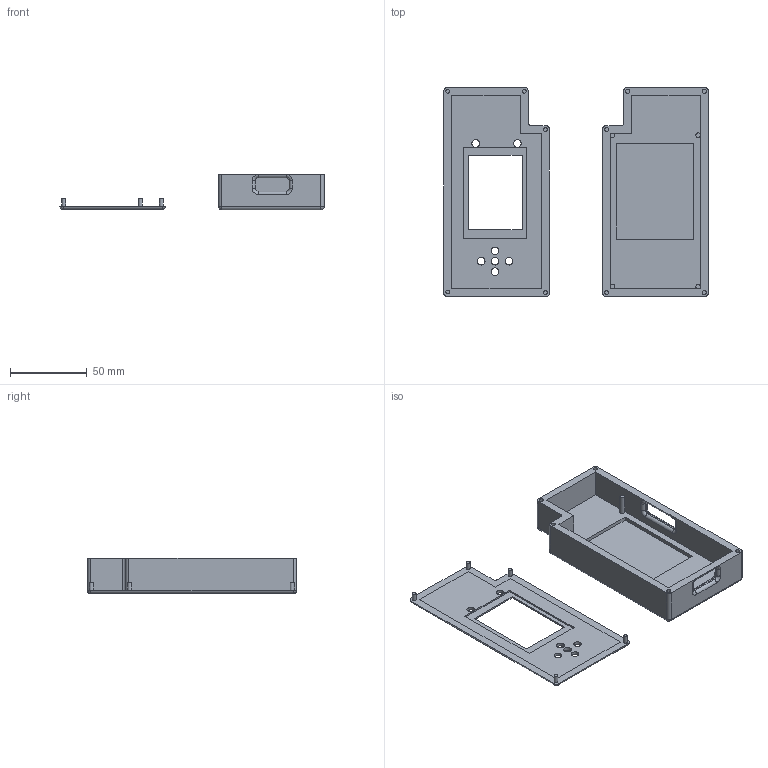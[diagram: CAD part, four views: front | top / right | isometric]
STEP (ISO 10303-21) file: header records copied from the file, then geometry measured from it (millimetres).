
FILE_DESCRIPTION(/* description */ (''),/* implementation_level */ '2;1');
FILE_NAME(/* name */ 'TechBot4ModelStep.step',/* time_stamp */ '2026-01-06T22:19:11-07:00',/* author */ (''),/* organization */ (''),/* preprocessor_version */ 'ST-DEVELOPER v20.1',/* originating_system */ 'Autodesk Translation Framework v14.21.0.0',/* authorisation */ '');
FILE_SCHEMA (('AUTOMOTIVE_DESIGN { 1 0 10303 214 3 1 1 }'));
Length unit declared in the file: millimetre
Products named in the file (1): TechBot4Model
Bounding box: 172.57 x 136.58 x 23.3 mm (x, y, z)
Volume: 93532.9 mm3; surface area: 61964.7 mm2
Topology: 3 solids, 3 shells, 168 faces, 390 edges, 241 vertices
Faces by surface type: plane 70, cylinder 70, torus 17, sphere 10, bspline 1
Full cylindrical faces by diameter (mm): 2.5 x5, 2.7 x5, 5 x14
Entity records: 4893 total; most frequent: DIRECTION 886, CARTESIAN_POINT 839, ORIENTED_EDGE 778, EDGE_CURVE 389, AXIS2_PLACEMENT_3D 330, VERTEX_POINT 241, LINE 226, VECTOR 226
